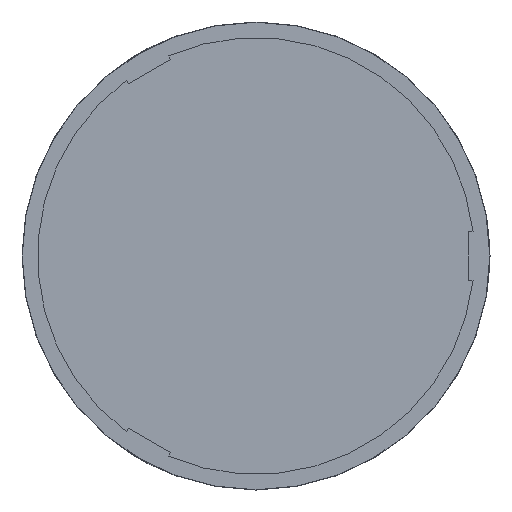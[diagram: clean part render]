
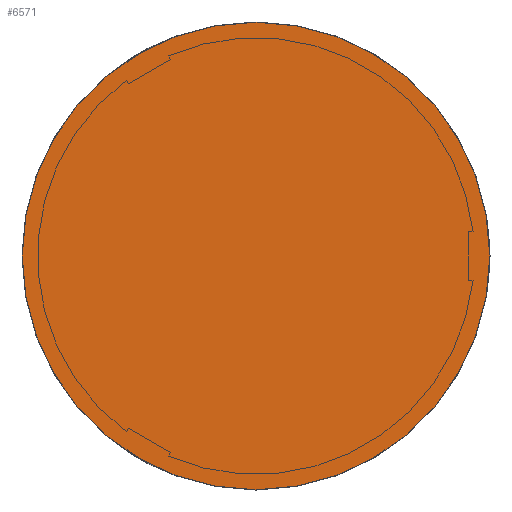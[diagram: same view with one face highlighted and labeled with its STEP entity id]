
A CAD part, front view. The second image highlights one B-rep face of the part: STEP entity #6571.
In plain terms, the highlighted planar face has unit normal (0, -1, 0).
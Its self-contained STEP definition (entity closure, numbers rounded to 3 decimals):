
#434=PLANE('',#7989);
#744=FACE_OUTER_BOUND('',#1188,.T.);
#1188=EDGE_LOOP('',(#3538));
#3538=ORIENTED_EDGE('',*,*,#5352,.F.);
#5352=EDGE_CURVE('',#7268,#7268,#6201,.T.);
#6201=CIRCLE('',#7987,72.413);
#6571=ADVANCED_FACE('',(#744),#434,.F.);
#7268=VERTEX_POINT('',#11490);
#7987=AXIS2_PLACEMENT_3D('',#11489,#8859,#8860);
#7989=AXIS2_PLACEMENT_3D('',#11492,#8863,#8864);
#8859=DIRECTION('',(0.,1.,0.));
#8860=DIRECTION('',(1.,0.,0.));
#8863=DIRECTION('',(0.,1.,0.));
#8864=DIRECTION('',(1.,0.,0.));
#11489=CARTESIAN_POINT('',(0.,35.,0.));
#11490=CARTESIAN_POINT('',(72.413,35.,0.));
#11492=CARTESIAN_POINT('',(0.,35.,0.));
